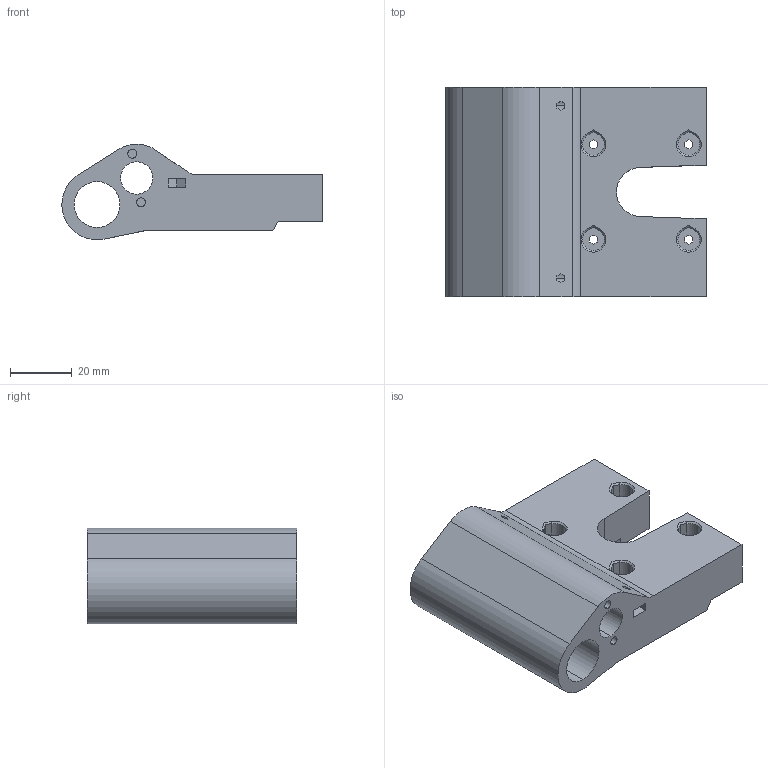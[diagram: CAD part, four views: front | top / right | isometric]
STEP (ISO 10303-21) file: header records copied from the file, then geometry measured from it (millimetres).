
FILE_DESCRIPTION (( 'USING AP203' ), '1' );
FILE_NAME ('x-axis-holders-left.STEP', '2024-07-05T14:46:55', ( '' ), ( '' ), '', '', '' );
FILE_SCHEMA (( 'CONFIG_CONTROL_DESIGN' ));
Length unit declared in the file: millimetre
Products named in the file (1): x-axis-holders-left
Bounding box: 84.62 x 68 x 31.06 mm (x, y, z)
Volume: 77130.2 mm3; surface area: 26420.5 mm2
Topology: 1 solids, 1 shells, 174 faces, 456 edges, 294 vertices
Faces by surface type: plane 121, cylinder 35, cone 18
Entity records: 5413 total; most frequent: CARTESIAN_POINT 949, ORIENTED_EDGE 912, DIRECTION 894, EDGE_CURVE 456, VECTOR 352, LINE 352, VERTEX_POINT 294, AXIS2_PLACEMENT_3D 271
